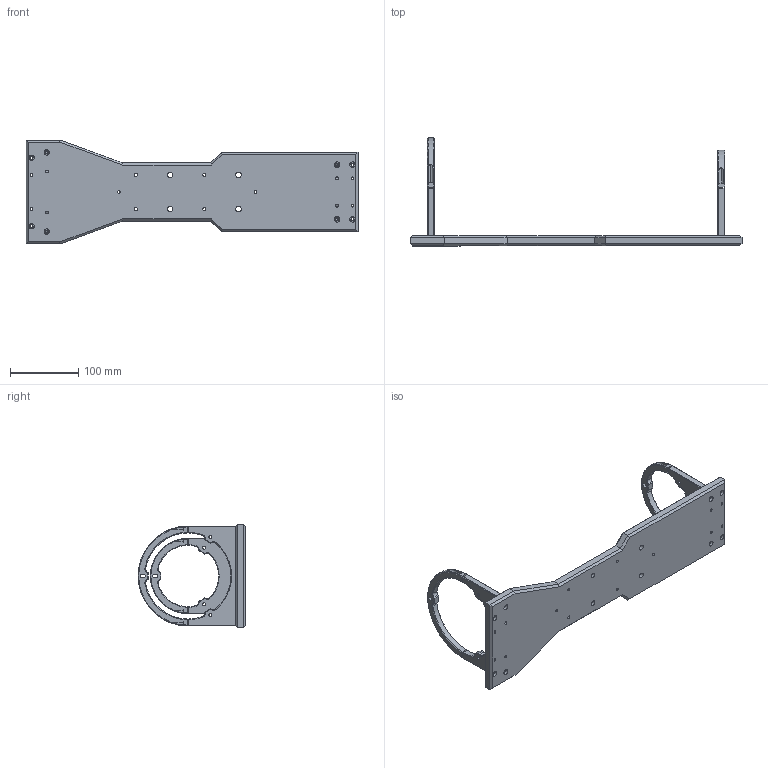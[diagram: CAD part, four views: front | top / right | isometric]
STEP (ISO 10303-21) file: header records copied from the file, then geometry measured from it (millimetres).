
FILE_DESCRIPTION (( 'STEP AP203' ), '1' );
FILE_NAME ('CMHO12K080.STEP', '2013-03-02T14:23:18', ( 'user' ), ( '' ), 'SwSTEP 2.0', 'SolidWorks 2013', '' );
FILE_SCHEMA (( 'CONFIG_CONTROL_DESIGN' ));
Length unit declared in the file: millimetre
Products named in the file (1): CMHO12K080
Bounding box: 486 x 158 x 152 mm (x, y, z)
Surface area: 167227.3 mm2 (no closed solid volume)
Topology: 0 solids, 5 shells, 332 faces, 845 edges, 539 vertices
Faces by surface type: plane 154, cylinder 126, cone 52
Entity records: 10619 total; most frequent: CARTESIAN_POINT 2189, DIRECTION 1804, ORIENTED_EDGE 1650, EDGE_CURVE 845, AXIS2_PLACEMENT_3D 658, VERTEX_POINT 539, VECTOR 488, LINE 488
